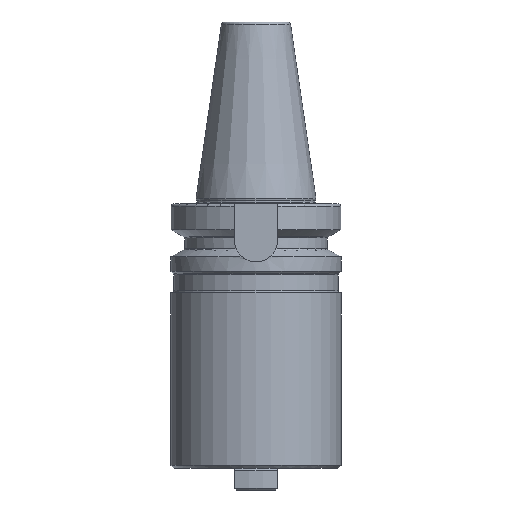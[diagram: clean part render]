
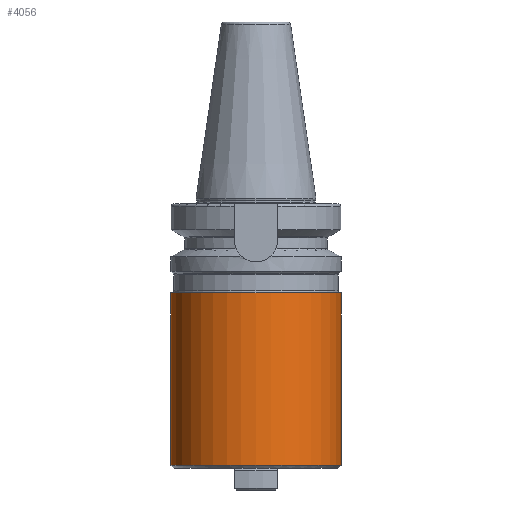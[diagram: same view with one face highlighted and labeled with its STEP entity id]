
A CAD part, left-side view. The second image highlights one B-rep face of the part: STEP entity #4056.
In plain terms, the highlighted cylindrical face has radius 31.5 mm (diameter 63 mm), a partial arc.
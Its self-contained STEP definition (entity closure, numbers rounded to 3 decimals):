
#1006=CARTESIAN_POINT('',(0,0,-8));
#1007=DIRECTION('',(0,0,-1));
#1008=DIRECTION('',(0,-1,0));
#1009=AXIS2_PLACEMENT_3D('',#1006,#1007,#1008);
#1011=DIRECTION('',(0,0,-1));
#1012=VECTOR('',#1011,63.8);
#1013=CARTESIAN_POINT('',(0,-31.5,-8));
#1014=LINE('',#1013,#1012);
#1015=CARTESIAN_POINT('',(0,0,-71.8));
#1016=DIRECTION('',(0,0,1));
#1017=DIRECTION('',(0,1,0));
#1018=AXIS2_PLACEMENT_3D('',#1015,#1016,#1017);
#1020=DIRECTION('',(0,0,1));
#1021=VECTOR('',#1020,63.8);
#1022=CARTESIAN_POINT('',(0,31.5,-71.8));
#1023=LINE('',#1022,#1021);
#2445=CARTESIAN_POINT('',(0,31.5,-71.8));
#2446=CARTESIAN_POINT('',(0,-31.5,-71.8));
#2447=VERTEX_POINT('',#2445);
#2448=VERTEX_POINT('',#2446);
#2501=CARTESIAN_POINT('',(0,31.5,-8));
#2502=CARTESIAN_POINT('',(0,-31.5,-8));
#2503=VERTEX_POINT('',#2501);
#2504=VERTEX_POINT('',#2502);
#4044=CARTESIAN_POINT('',(0,0,97.02));
#4045=DIRECTION('',(0,0,-1));
#4046=DIRECTION('',(0,-1,0));
#4047=AXIS2_PLACEMENT_3D('',#4044,#4045,#4046);
#4048=CYLINDRICAL_SURFACE('',#4047,31.5);
#4050=ORIENTED_EDGE('',*,*,#4049,.F.);
#4051=ORIENTED_EDGE('',*,*,#3954,.T.);
#4052=ORIENTED_EDGE('',*,*,#3663,.F.);
#4053=ORIENTED_EDGE('',*,*,#3951,.T.);
#4054=EDGE_LOOP('',(#4050,#4051,#4052,#4053));
#4055=FACE_OUTER_BOUND('',#4054,.F.);
#4056=ADVANCED_FACE('',(#4055),#4048,.T.);
#1010=CIRCLE('',#1009,31.5);
#1019=CIRCLE('',#1018,31.5);
#3663=EDGE_CURVE('',#2447,#2448,#1019,.T.);
#3951=EDGE_CURVE('',#2447,#2503,#1023,.T.);
#3954=EDGE_CURVE('',#2504,#2448,#1014,.T.);
#4049=EDGE_CURVE('',#2504,#2503,#1010,.T.);
